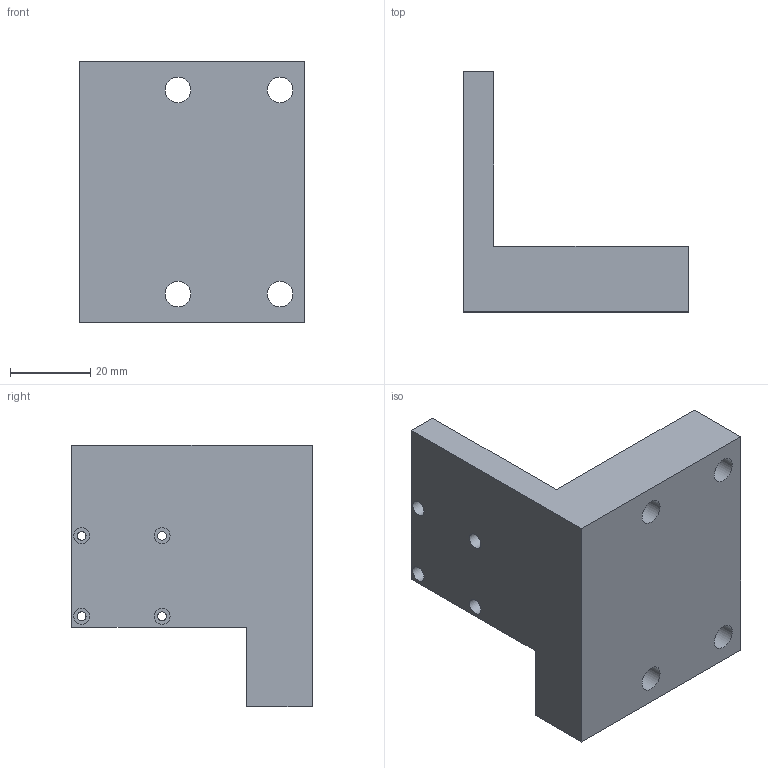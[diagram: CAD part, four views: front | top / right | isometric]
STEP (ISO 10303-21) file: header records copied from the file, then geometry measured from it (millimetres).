
FILE_DESCRIPTION(/* description */ (''),/* implementation_level */ '2;1');
FILE_NAME(/* name */ 'beam steering subassy mounting bracket.stp',/* time_stamp */ '2022-05-25T17:42:21-04:00',/* author */ ('kk4764'),/* organization */ (''),/* preprocessor_version */ 'ST-DEVELOPER v18.1',/* originating_system */ 'Autodesk Inventor 2022',/* authorisation */ '');
FILE_SCHEMA (('AUTOMOTIVE_DESIGN { 1 0 10303 214 3 1 1 }'));
Length unit declared in the file: millimetre
Products named in the file (1): beam steering subassy mounting bracket
Bounding box: 56 x 59.82 x 65 mm (x, y, z)
Volume: 70644.4 mm3; surface area: 17501.8 mm2
Topology: 1 solids, 1 shells, 41 faces, 89 edges, 58 vertices
Faces by surface type: cylinder 20, plane 17, cone 4
Full cylindrical faces by diameter (mm): 1.694 x4, 2.184 x4, 4 x4, 6.35 x4, 10 x4
Entity records: 1184 total; most frequent: DIRECTION 209, CARTESIAN_POINT 185, ORIENTED_EDGE 170, EDGE_CURVE 85, AXIS2_PLACEMENT_3D 82, EDGE_LOOP 69, VERTEX_POINT 58, LINE 45
